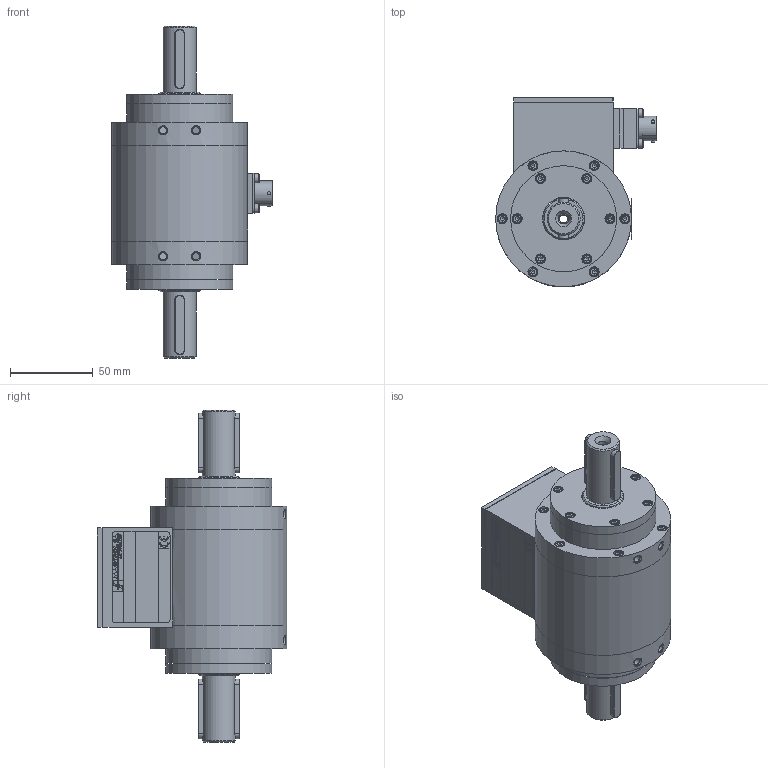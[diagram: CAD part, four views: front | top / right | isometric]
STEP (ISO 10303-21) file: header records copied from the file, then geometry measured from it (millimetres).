
FILE_DESCRIPTION (( 'STEP AP203' ), '1' );
FILE_NAME ('415-311-000-431_EF.STEP', '2014-05-27T05:50:41', ( 'ajoy' ), ( 'Microsoft' ), 'SwSTEP 2.0', 'SolidWorks 2014', '' );
FILE_SCHEMA (( 'CONFIG_CONTROL_DESIGN' ));
Products named in the file (1): 415-311-000-431_EF
Bounding box: 97 x 114.5 x 200.4 mm (x, y, z)
Surface area: 80283.2 mm2 (no closed solid volume)
Topology: 0 solids, 167 shells, 694 faces, 5140 edges, 4530 vertices
Faces by surface type: plane 487, cylinder 106, cone 44, torus 36, bspline 15, sphere 6
Full cylindrical faces by diameter (mm): 1 x6, 2 x3, 4 x1, 4.2 x4, 5.5 x4, 6 x28, 6.4 x2, 6.8 x1, 15 x1, 20 x2, 25 x2, 25.5 x2, 64 x4, 82 x3
Entity records: 57964 total; most frequent: CARTESIAN_POINT 24982, ORIENTED_EDGE 5785, DIRECTION 5096, EDGE_CURVE 4935, VERTEX_POINT 4474, LINE 2776, VECTOR 2776, B_SPLINE_CURVE_WITH_KNOTS 1679
